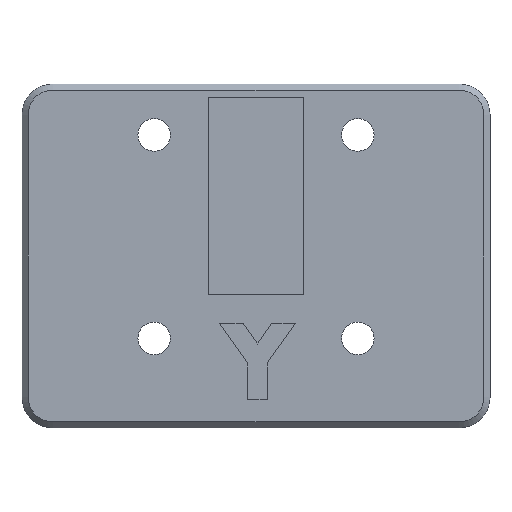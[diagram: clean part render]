
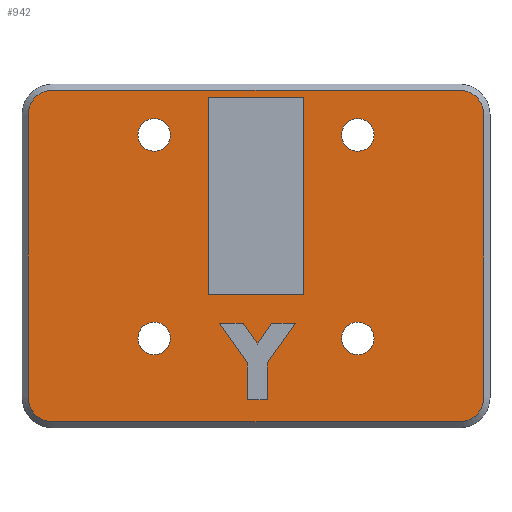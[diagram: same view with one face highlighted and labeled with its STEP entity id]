
A CAD part, front view. The second image highlights one B-rep face of the part: STEP entity #942.
In plain terms, the highlighted planar face has unit normal (0, -1, 0).
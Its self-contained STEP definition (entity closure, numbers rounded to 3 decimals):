
#31=FACE_BOUND('',#186,.T.);
#32=FACE_BOUND('',#187,.T.);
#33=FACE_BOUND('',#188,.T.);
#34=FACE_BOUND('',#189,.T.);
#35=FACE_BOUND('',#190,.T.);
#36=FACE_BOUND('',#191,.T.);
#62=CIRCLE('',#1024,2.4);
#64=CIRCLE('',#1028,2.4);
#66=CIRCLE('',#1032,2.4);
#68=CIRCLE('',#1036,2.4);
#71=CIRCLE('',#1044,1.6);
#72=CIRCLE('',#1045,1.6);
#73=CIRCLE('',#1046,1.6);
#74=CIRCLE('',#1047,1.6);
#124=FACE_OUTER_BOUND('',#185,.T.);
#185=EDGE_LOOP('',(#761,#762,#763,#764,#765,#766,#767,#768));
#186=EDGE_LOOP('',(#769,#770,#771,#772,#773,#774,#775,#776,#777));
#187=EDGE_LOOP('',(#778,#779,#780,#781));
#188=EDGE_LOOP('',(#782));
#189=EDGE_LOOP('',(#783));
#190=EDGE_LOOP('',(#784));
#191=EDGE_LOOP('',(#785));
#221=LINE('',#1370,#312);
#225=LINE('',#1378,#316);
#228=LINE('',#1384,#319);
#231=LINE('',#1390,#322);
#234=LINE('',#1396,#325);
#237=LINE('',#1402,#328);
#240=LINE('',#1408,#331);
#243=LINE('',#1414,#334);
#246=LINE('',#1419,#337);
#261=LINE('',#1492,#352);
#266=LINE('',#1506,#357);
#271=LINE('',#1519,#362);
#274=LINE('',#1530,#365);
#283=LINE('',#1556,#374);
#284=LINE('',#1558,#375);
#285=LINE('',#1560,#376);
#286=LINE('',#1561,#377);
#312=VECTOR('',#1083,10.);
#316=VECTOR('',#1089,10.);
#319=VECTOR('',#1094,10.);
#322=VECTOR('',#1099,10.);
#325=VECTOR('',#1104,10.);
#328=VECTOR('',#1109,10.);
#331=VECTOR('',#1114,10.);
#334=VECTOR('',#1119,10.);
#337=VECTOR('',#1124,10.);
#352=VECTOR('',#1201,10.);
#357=VECTOR('',#1214,10.);
#362=VECTOR('',#1227,10.);
#365=VECTOR('',#1238,10.);
#374=VECTOR('',#1267,10.);
#375=VECTOR('',#1268,10.);
#376=VECTOR('',#1269,10.);
#377=VECTOR('',#1270,10.);
#403=VERTEX_POINT('',#1368);
#404=VERTEX_POINT('',#1369);
#407=VERTEX_POINT('',#1377);
#409=VERTEX_POINT('',#1383);
#411=VERTEX_POINT('',#1389);
#413=VERTEX_POINT('',#1395);
#415=VERTEX_POINT('',#1401);
#417=VERTEX_POINT('',#1407);
#419=VERTEX_POINT('',#1413);
#446=VERTEX_POINT('',#1489);
#447=VERTEX_POINT('',#1491);
#450=VERTEX_POINT('',#1499);
#452=VERTEX_POINT('',#1504);
#454=VERTEX_POINT('',#1511);
#456=VERTEX_POINT('',#1517);
#458=VERTEX_POINT('',#1523);
#460=VERTEX_POINT('',#1528);
#466=VERTEX_POINT('',#1554);
#467=VERTEX_POINT('',#1555);
#468=VERTEX_POINT('',#1557);
#469=VERTEX_POINT('',#1559);
#470=VERTEX_POINT('',#1562);
#471=VERTEX_POINT('',#1564);
#472=VERTEX_POINT('',#1566);
#473=VERTEX_POINT('',#1568);
#485=EDGE_CURVE('',#403,#404,#221,.T.);
#489=EDGE_CURVE('',#407,#403,#225,.T.);
#492=EDGE_CURVE('',#409,#407,#228,.T.);
#495=EDGE_CURVE('',#411,#409,#231,.T.);
#498=EDGE_CURVE('',#413,#411,#234,.T.);
#501=EDGE_CURVE('',#415,#413,#237,.T.);
#504=EDGE_CURVE('',#417,#415,#240,.T.);
#507=EDGE_CURVE('',#419,#417,#243,.T.);
#510=EDGE_CURVE('',#404,#419,#246,.T.);
#545=EDGE_CURVE('',#446,#447,#261,.T.);
#550=EDGE_CURVE('',#450,#446,#62,.T.);
#552=EDGE_CURVE('',#452,#450,#266,.T.);
#556=EDGE_CURVE('',#454,#452,#64,.T.);
#559=EDGE_CURVE('',#456,#454,#271,.T.);
#562=EDGE_CURVE('',#458,#456,#66,.T.);
#564=EDGE_CURVE('',#460,#458,#274,.T.);
#567=EDGE_CURVE('',#447,#460,#68,.T.);
#577=EDGE_CURVE('',#466,#467,#283,.T.);
#578=EDGE_CURVE('',#467,#468,#284,.T.);
#579=EDGE_CURVE('',#468,#469,#285,.T.);
#580=EDGE_CURVE('',#469,#466,#286,.T.);
#581=EDGE_CURVE('',#470,#470,#71,.T.);
#582=EDGE_CURVE('',#471,#471,#72,.T.);
#583=EDGE_CURVE('',#472,#472,#73,.T.);
#584=EDGE_CURVE('',#473,#473,#74,.T.);
#761=ORIENTED_EDGE('',*,*,#545,.F.);
#762=ORIENTED_EDGE('',*,*,#550,.F.);
#763=ORIENTED_EDGE('',*,*,#552,.F.);
#764=ORIENTED_EDGE('',*,*,#556,.F.);
#765=ORIENTED_EDGE('',*,*,#559,.F.);
#766=ORIENTED_EDGE('',*,*,#562,.F.);
#767=ORIENTED_EDGE('',*,*,#564,.F.);
#768=ORIENTED_EDGE('',*,*,#567,.F.);
#769=ORIENTED_EDGE('',*,*,#485,.T.);
#770=ORIENTED_EDGE('',*,*,#510,.T.);
#771=ORIENTED_EDGE('',*,*,#507,.T.);
#772=ORIENTED_EDGE('',*,*,#504,.T.);
#773=ORIENTED_EDGE('',*,*,#501,.T.);
#774=ORIENTED_EDGE('',*,*,#498,.T.);
#775=ORIENTED_EDGE('',*,*,#495,.T.);
#776=ORIENTED_EDGE('',*,*,#492,.T.);
#777=ORIENTED_EDGE('',*,*,#489,.T.);
#778=ORIENTED_EDGE('',*,*,#577,.T.);
#779=ORIENTED_EDGE('',*,*,#578,.T.);
#780=ORIENTED_EDGE('',*,*,#579,.T.);
#781=ORIENTED_EDGE('',*,*,#580,.T.);
#782=ORIENTED_EDGE('',*,*,#581,.T.);
#783=ORIENTED_EDGE('',*,*,#582,.T.);
#784=ORIENTED_EDGE('',*,*,#583,.T.);
#785=ORIENTED_EDGE('',*,*,#584,.T.);
#895=PLANE('',#1043);
#942=ADVANCED_FACE('',(#124,#31,#32,#33,#34,#35,#36),#895,.F.);
#1024=AXIS2_PLACEMENT_3D('',#1501,#1209,#1210);
#1028=AXIS2_PLACEMENT_3D('',#1513,#1221,#1222);
#1032=AXIS2_PLACEMENT_3D('',#1525,#1233,#1234);
#1036=AXIS2_PLACEMENT_3D('',#1534,#1244,#1245);
#1043=AXIS2_PLACEMENT_3D('',#1553,#1265,#1266);
#1044=AXIS2_PLACEMENT_3D('',#1563,#1271,#1272);
#1045=AXIS2_PLACEMENT_3D('',#1565,#1273,#1274);
#1046=AXIS2_PLACEMENT_3D('',#1567,#1275,#1276);
#1047=AXIS2_PLACEMENT_3D('',#1569,#1277,#1278);
#1083=DIRECTION('',(-1.,0.,0.));
#1089=DIRECTION('',(0.,0.,-1.));
#1094=DIRECTION('',(-0.576,0.,-0.818));
#1099=DIRECTION('',(1.,0.,0.));
#1104=DIRECTION('',(0.559,0.,0.829));
#1109=DIRECTION('',(0.562,0.,-0.827));
#1114=DIRECTION('',(1.,0.,0.));
#1119=DIRECTION('',(-0.574,0.,0.819));
#1124=DIRECTION('',(0.,0.,1.));
#1201=DIRECTION('',(0.,0.,1.));
#1209=DIRECTION('center_axis',(0.,1.,0.));
#1210=DIRECTION('ref_axis',(-0.707,0.,-0.707));
#1214=DIRECTION('',(-1.,0.,0.));
#1221=DIRECTION('center_axis',(0.,1.,0.));
#1222=DIRECTION('ref_axis',(0.707,0.,-0.707));
#1227=DIRECTION('',(0.,0.,-1.));
#1233=DIRECTION('center_axis',(0.,1.,0.));
#1234=DIRECTION('ref_axis',(0.707,0.,0.707));
#1238=DIRECTION('',(1.,0.,0.));
#1244=DIRECTION('center_axis',(0.,1.,0.));
#1245=DIRECTION('ref_axis',(-0.707,0.,0.707));
#1265=DIRECTION('center_axis',(0.,1.,0.));
#1266=DIRECTION('ref_axis',(-1.,0.,0.));
#1267=DIRECTION('',(-1.,0.,0.));
#1268=DIRECTION('',(0.,0.,1.));
#1269=DIRECTION('',(1.,0.,0.));
#1270=DIRECTION('',(0.,0.,-1.));
#1271=DIRECTION('center_axis',(0.,1.,0.));
#1272=DIRECTION('ref_axis',(0.,0.,1.));
#1273=DIRECTION('center_axis',(0.,1.,0.));
#1274=DIRECTION('ref_axis',(0.,0.,1.));
#1275=DIRECTION('center_axis',(0.,1.,0.));
#1276=DIRECTION('ref_axis',(0.,0.,1.));
#1277=DIRECTION('center_axis',(0.,1.,0.));
#1278=DIRECTION('ref_axis',(0.,0.,1.));
#1368=CARTESIAN_POINT('',(1.117,46.,-16.03));
#1369=CARTESIAN_POINT('',(-0.843,46.,-16.03));
#1370=CARTESIAN_POINT('',(0.558,46.,-16.03));
#1377=CARTESIAN_POINT('',(1.117,46.,-12.41));
#1378=CARTESIAN_POINT('',(1.117,46.,-7.155));
#1383=CARTESIAN_POINT('',(3.877,46.,-8.49));
#1384=CARTESIAN_POINT('',(4.785,46.,-7.2));
#1389=CARTESIAN_POINT('',(1.537,46.,-8.49));
#1390=CARTESIAN_POINT('',(0.768,46.,-8.49));
#1395=CARTESIAN_POINT('',(0.147,46.,-10.55));
#1396=CARTESIAN_POINT('',(2.129,46.,-7.612));
#1401=CARTESIAN_POINT('',(-1.253,46.,-8.49));
#1402=CARTESIAN_POINT('',(-2.587,46.,-6.528));
#1407=CARTESIAN_POINT('',(-3.593,46.,-8.49));
#1408=CARTESIAN_POINT('',(-1.797,46.,-8.49));
#1413=CARTESIAN_POINT('',(-0.843,46.,-12.41));
#1414=CARTESIAN_POINT('',(-3.175,46.,-9.087));
#1419=CARTESIAN_POINT('',(-0.843,46.,-8.965));
#1489=CARTESIAN_POINT('',(-22.4,46.,-15.8));
#1491=CARTESIAN_POINT('',(-22.4,46.,12.));
#1492=CARTESIAN_POINT('',(-22.4,46.,-10.35));
#1499=CARTESIAN_POINT('',(-20.,46.,-18.2));
#1501=CARTESIAN_POINT('Origin',(-20.,46.,-15.8));
#1504=CARTESIAN_POINT('',(20.,46.,-18.2));
#1506=CARTESIAN_POINT('',(11.5,46.,-18.2));
#1511=CARTESIAN_POINT('',(22.4,46.,-15.8));
#1513=CARTESIAN_POINT('Origin',(20.,46.,-15.8));
#1517=CARTESIAN_POINT('',(22.4,46.,12.));
#1519=CARTESIAN_POINT('',(22.4,46.,6.55));
#1523=CARTESIAN_POINT('',(20.,46.,14.4));
#1525=CARTESIAN_POINT('Origin',(20.,46.,12.));
#1528=CARTESIAN_POINT('',(-20.,46.,14.4));
#1530=CARTESIAN_POINT('',(-11.5,46.,14.4));
#1534=CARTESIAN_POINT('Origin',(-20.,46.,12.));
#1553=CARTESIAN_POINT('Origin',(0.,46.,-1.9));
#1554=CARTESIAN_POINT('',(4.7,46.,-5.7));
#1555=CARTESIAN_POINT('',(-4.7,46.,-5.7));
#1556=CARTESIAN_POINT('',(2.35,46.,-5.7));
#1557=CARTESIAN_POINT('',(-4.7,46.,13.7));
#1558=CARTESIAN_POINT('',(-4.7,46.,-3.8));
#1559=CARTESIAN_POINT('',(4.7,46.,13.7));
#1560=CARTESIAN_POINT('',(-2.35,46.,13.7));
#1561=CARTESIAN_POINT('',(4.7,46.,5.9));
#1562=CARTESIAN_POINT('',(-10.,46.,8.4));
#1563=CARTESIAN_POINT('Origin',(-10.,46.,10.));
#1564=CARTESIAN_POINT('',(10.,46.,-11.6));
#1565=CARTESIAN_POINT('Origin',(10.,46.,-10.));
#1566=CARTESIAN_POINT('',(-10.,46.,-11.6));
#1567=CARTESIAN_POINT('Origin',(-10.,46.,-10.));
#1568=CARTESIAN_POINT('',(10.,46.,8.4));
#1569=CARTESIAN_POINT('Origin',(10.,46.,10.));
